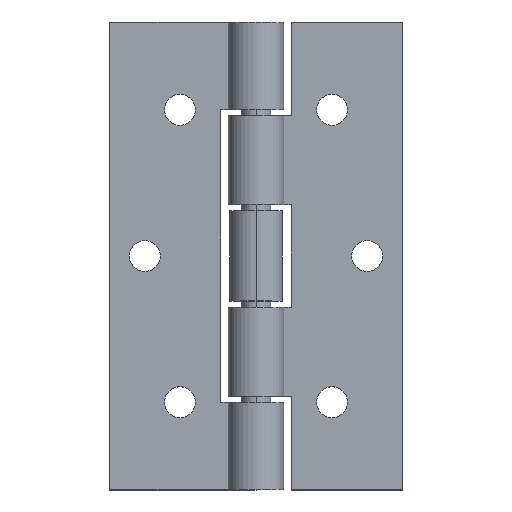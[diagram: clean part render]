
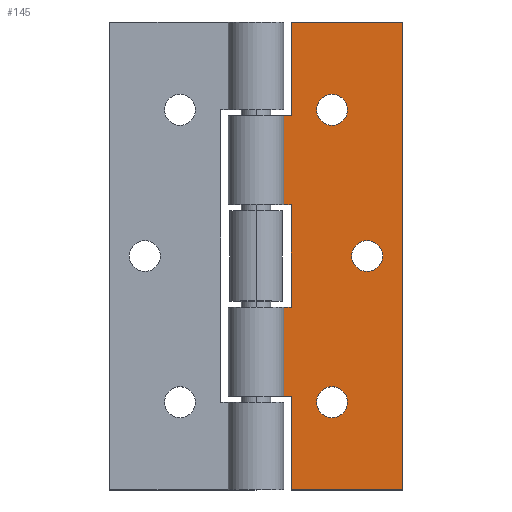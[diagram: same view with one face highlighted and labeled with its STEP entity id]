
A CAD part, top view. The second image highlights one B-rep face of the part: STEP entity #145.
In plain terms, the highlighted planar face has unit normal (0, 0, 1).
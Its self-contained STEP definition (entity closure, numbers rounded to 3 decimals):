
#6 = VERTEX_POINT ( 'NONE', #529 ) ;
#11 = VERTEX_POINT ( 'NONE', #521 ) ;
#13 = ORIENTED_EDGE ( 'NONE', *, *, #301, .T. ) ;
#14 = ORIENTED_EDGE ( 'NONE', *, *, #30, .T. ) ;
#15 = EDGE_LOOP ( 'NONE', ( #17, #27, #14, #26, #33, #29, #20, #32, #45, #39, #51, #49 ) ) ;
#16 = ORIENTED_EDGE ( 'NONE', *, *, #28, .T. ) ;
#17 = ORIENTED_EDGE ( 'NONE', *, *, #117, .T. ) ;
#18 = VERTEX_POINT ( 'NONE', #520 ) ;
#19 = EDGE_LOOP ( 'NONE', ( #24, #16 ) ) ;
#20 = ORIENTED_EDGE ( 'NONE', *, *, #22, .T. ) ;
#21 = ORIENTED_EDGE ( 'NONE', *, *, #25, .T. ) ;
#22 = EDGE_CURVE ( 'NONE', #6, #46, #519, .T. ) ;
#23 = EDGE_CURVE ( 'NONE', #11, #18, #575, .T. ) ;
#24 = ORIENTED_EDGE ( 'NONE', *, *, #317, .T. ) ;
#25 = EDGE_CURVE ( 'NONE', #289, #298, #571, .T. ) ;
#26 = ORIENTED_EDGE ( 'NONE', *, *, #103, .T. ) ;
#27 = ORIENTED_EDGE ( 'NONE', *, *, #23, .T. ) ;
#28 = EDGE_CURVE ( 'NONE', #314, #70, #566, .T. ) ;
#29 = ORIENTED_EDGE ( 'NONE', *, *, #133, .F. ) ;
#30 = EDGE_CURVE ( 'NONE', #18, #100, #561, .T. ) ;
#31 = EDGE_CURVE ( 'NONE', #134, #101, #557, .T. ) ;
#32 = ORIENTED_EDGE ( 'NONE', *, *, #56, .T. ) ;
#33 = ORIENTED_EDGE ( 'NONE', *, *, #31, .F. ) ;
#37 = VERTEX_POINT ( 'NONE', #549 ) ;
#38 = VERTEX_POINT ( 'NONE', #548 ) ;
#39 = ORIENTED_EDGE ( 'NONE', *, *, #47, .T. ) ;
#45 = ORIENTED_EDGE ( 'NONE', *, *, #286, .T. ) ;
#46 = VERTEX_POINT ( 'NONE', #599 ) ;
#47 = EDGE_CURVE ( 'NONE', #37, #50, #598, .T. ) ;
#49 = ORIENTED_EDGE ( 'NONE', *, *, #290, .T. ) ;
#50 = VERTEX_POINT ( 'NONE', #594 ) ;
#51 = ORIENTED_EDGE ( 'NONE', *, *, #294, .T. ) ;
#52 = VERTEX_POINT ( 'NONE', #593 ) ;
#56 = EDGE_CURVE ( 'NONE', #46, #139, #588, .T. ) ;
#69 = EDGE_LOOP ( 'NONE', ( #13, #21 ) ) ;
#70 = VERTEX_POINT ( 'NONE', #630 ) ;
#100 = VERTEX_POINT ( 'NONE', #697 ) ;
#101 = VERTEX_POINT ( 'NONE', #696 ) ;
#103 = EDGE_CURVE ( 'NONE', #100, #101, #695, .T. ) ;
#113 = ORIENTED_EDGE ( 'NONE', *, *, #119, .T. ) ;
#117 = EDGE_CURVE ( 'NONE', #38, #11, #680, .T. ) ;
#119 = EDGE_CURVE ( 'NONE', #364, #362, #674, .T. ) ;
#124 = ORIENTED_EDGE ( 'NONE', *, *, #399, .T. ) ;
#133 = EDGE_CURVE ( 'NONE', #6, #134, #767, .T. ) ;
#134 = VERTEX_POINT ( 'NONE', #763 ) ;
#136 = EDGE_LOOP ( 'NONE', ( #124, #113 ) ) ;
#139 = VERTEX_POINT ( 'NONE', #756 ) ;
#145 = ADVANCED_FACE ( 'NONE', ( #804, #803, #802, #801 ), #800, .F. ) ;
#286 = EDGE_CURVE ( 'NONE', #139, #37, #943, .T. ) ;
#289 = VERTEX_POINT ( 'NONE', #937 ) ;
#290 = EDGE_CURVE ( 'NONE', #52, #38, #1005, .T. ) ;
#294 = EDGE_CURVE ( 'NONE', #50, #52, #1001, .T. ) ;
#298 = VERTEX_POINT ( 'NONE', #996 ) ;
#301 = EDGE_CURVE ( 'NONE', #298, #289, #991, .T. ) ;
#314 = VERTEX_POINT ( 'NONE', #1020 ) ;
#317 = EDGE_CURVE ( 'NONE', #70, #314, #1015, .T. ) ;
#362 = VERTEX_POINT ( 'NONE', #1079 ) ;
#364 = VERTEX_POINT ( 'NONE', #1072 ) ;
#399 = EDGE_CURVE ( 'NONE', #362, #364, #1145, .T. ) ;
#516 = DIRECTION ( 'NONE',  ( 0., -1., 0. ) ) ;
#517 = VECTOR ( 'NONE', #516, 1000. ) ;
#518 = CARTESIAN_POINT ( 'NONE',  ( 6., 40., -2.75 ) ) ;
#519 = LINE ( 'NONE', #518, #517 ) ;
#520 = CARTESIAN_POINT ( 'NONE',  ( 6., -24., -2.75 ) ) ;
#521 = CARTESIAN_POINT ( 'NONE',  ( 3.873, -24., -2.75 ) ) ;
#529 = CARTESIAN_POINT ( 'NONE',  ( 6., 40., -2.75 ) ) ;
#548 = CARTESIAN_POINT ( 'NONE',  ( 3.873, -8.8, -2.75 ) ) ;
#549 = CARTESIAN_POINT ( 'NONE',  ( 3.873, 8.8, -2.75 ) ) ;
#554 = DIRECTION ( 'NONE',  ( 0., -1., 0. ) ) ;
#555 = VECTOR ( 'NONE', #554, 1000. ) ;
#556 = CARTESIAN_POINT ( 'NONE',  ( 25., 40., -2.75 ) ) ;
#557 = LINE ( 'NONE', #556, #555 ) ;
#558 = DIRECTION ( 'NONE',  ( 0., -1., 0. ) ) ;
#559 = VECTOR ( 'NONE', #558, 1000. ) ;
#560 = CARTESIAN_POINT ( 'NONE',  ( 6., 40., -2.75 ) ) ;
#561 = LINE ( 'NONE', #560, #559 ) ;
#562 = DIRECTION ( 'NONE',  ( -1., 0., 0. ) ) ;
#563 = DIRECTION ( 'NONE',  ( 0., 0., -1. ) ) ;
#564 = CARTESIAN_POINT ( 'NONE',  ( 13., 25., -2.75 ) ) ;
#565 = AXIS2_PLACEMENT_3D ( 'NONE', #564, #563, #562 ) ;
#566 = CIRCLE ( 'NONE', #565, 2.65 ) ;
#567 = DIRECTION ( 'NONE',  ( -1., 0., 0. ) ) ;
#568 = DIRECTION ( 'NONE',  ( 0., 0., -1. ) ) ;
#569 = CARTESIAN_POINT ( 'NONE',  ( 19., 0., -2.75 ) ) ;
#570 = AXIS2_PLACEMENT_3D ( 'NONE', #569, #568, #567 ) ;
#571 = CIRCLE ( 'NONE', #570, 2.65 ) ;
#572 = DIRECTION ( 'NONE',  ( 1., 0., 0. ) ) ;
#573 = VECTOR ( 'NONE', #572, 1000. ) ;
#574 = CARTESIAN_POINT ( 'NONE',  ( 25., -24., -2.75 ) ) ;
#575 = LINE ( 'NONE', #574, #573 ) ;
#585 = DIRECTION ( 'NONE',  ( -1., 0., 0. ) ) ;
#586 = VECTOR ( 'NONE', #585, 1000. ) ;
#587 = CARTESIAN_POINT ( 'NONE',  ( 25., 24., -2.75 ) ) ;
#588 = LINE ( 'NONE', #587, #586 ) ;
#593 = CARTESIAN_POINT ( 'NONE',  ( 6., -8.8, -2.75 ) ) ;
#594 = CARTESIAN_POINT ( 'NONE',  ( 6., 8.8, -2.75 ) ) ;
#595 = DIRECTION ( 'NONE',  ( 1., 0., 0. ) ) ;
#596 = VECTOR ( 'NONE', #595, 1000. ) ;
#597 = CARTESIAN_POINT ( 'NONE',  ( 25., 8.8, -2.75 ) ) ;
#598 = LINE ( 'NONE', #597, #596 ) ;
#599 = CARTESIAN_POINT ( 'NONE',  ( 6., 24., -2.75 ) ) ;
#630 = CARTESIAN_POINT ( 'NONE',  ( 15.65, 25., -2.75 ) ) ;
#674 = CIRCLE ( 'NONE', #737, 2.65 ) ;
#677 = DIRECTION ( 'NONE',  ( 0., -1., 0. ) ) ;
#678 = VECTOR ( 'NONE', #677, 1000. ) ;
#679 = CARTESIAN_POINT ( 'NONE',  ( 3.873, 40., -2.75 ) ) ;
#680 = LINE ( 'NONE', #679, #678 ) ;
#692 = DIRECTION ( 'NONE',  ( 1., 0., 0. ) ) ;
#693 = VECTOR ( 'NONE', #692, 1000. ) ;
#694 = CARTESIAN_POINT ( 'NONE',  ( 25., -40., -2.75 ) ) ;
#695 = LINE ( 'NONE', #694, #693 ) ;
#696 = CARTESIAN_POINT ( 'NONE',  ( 25., -40., -2.75 ) ) ;
#697 = CARTESIAN_POINT ( 'NONE',  ( 6., -40., -2.75 ) ) ;
#734 = DIRECTION ( 'NONE',  ( -1., 0., 0. ) ) ;
#735 = DIRECTION ( 'NONE',  ( 0., 0., -1. ) ) ;
#736 = CARTESIAN_POINT ( 'NONE',  ( 13., -25., -2.75 ) ) ;
#737 = AXIS2_PLACEMENT_3D ( 'NONE', #736, #735, #734 ) ;
#756 = CARTESIAN_POINT ( 'NONE',  ( 3.873, 24., -2.75 ) ) ;
#763 = CARTESIAN_POINT ( 'NONE',  ( 25., 40., -2.75 ) ) ;
#764 = DIRECTION ( 'NONE',  ( 1., 0., 0. ) ) ;
#765 = VECTOR ( 'NONE', #764, 1000. ) ;
#766 = CARTESIAN_POINT ( 'NONE',  ( 25., 40., -2.75 ) ) ;
#767 = LINE ( 'NONE', #766, #765 ) ;
#796 = DIRECTION ( 'NONE',  ( -1., 0., 0. ) ) ;
#797 = DIRECTION ( 'NONE',  ( 0., 0., -1. ) ) ;
#798 = CARTESIAN_POINT ( 'NONE',  ( 25., 40., -2.75 ) ) ;
#799 = AXIS2_PLACEMENT_3D ( 'NONE', #798, #797, #796 ) ;
#800 = PLANE ( 'NONE',  #799 ) ;
#801 = FACE_OUTER_BOUND ( 'NONE', #15, .T. ) ;
#802 = FACE_BOUND ( 'NONE', #19, .T. ) ;
#803 = FACE_BOUND ( 'NONE', #69, .T. ) ;
#804 = FACE_BOUND ( 'NONE', #136, .T. ) ;
#937 = CARTESIAN_POINT ( 'NONE',  ( 16.35, 0., -2.75 ) ) ;
#940 = DIRECTION ( 'NONE',  ( 0., -1., 0. ) ) ;
#941 = VECTOR ( 'NONE', #940, 1000. ) ;
#942 = CARTESIAN_POINT ( 'NONE',  ( 3.873, 40., -2.75 ) ) ;
#943 = LINE ( 'NONE', #942, #941 ) ;
#987 = DIRECTION ( 'NONE',  ( -1., 0., 0. ) ) ;
#988 = DIRECTION ( 'NONE',  ( 0., 0., -1. ) ) ;
#989 = CARTESIAN_POINT ( 'NONE',  ( 19., 0., -2.75 ) ) ;
#990 = AXIS2_PLACEMENT_3D ( 'NONE', #989, #988, #987 ) ;
#991 = CIRCLE ( 'NONE', #990, 2.65 ) ;
#996 = CARTESIAN_POINT ( 'NONE',  ( 21.65, 0., -2.75 ) ) ;
#998 = DIRECTION ( 'NONE',  ( 0., -1., 0. ) ) ;
#999 = VECTOR ( 'NONE', #998, 1000. ) ;
#1000 = CARTESIAN_POINT ( 'NONE',  ( 6., 40., -2.75 ) ) ;
#1001 = LINE ( 'NONE', #1000, #999 ) ;
#1002 = DIRECTION ( 'NONE',  ( -1., 0., 0. ) ) ;
#1003 = VECTOR ( 'NONE', #1002, 1000. ) ;
#1004 = CARTESIAN_POINT ( 'NONE',  ( 25., -8.8, -2.75 ) ) ;
#1005 = LINE ( 'NONE', #1004, #1003 ) ;
#1011 = DIRECTION ( 'NONE',  ( -1., 0., 0. ) ) ;
#1012 = DIRECTION ( 'NONE',  ( 0., 0., -1. ) ) ;
#1013 = CARTESIAN_POINT ( 'NONE',  ( 13., 25., -2.75 ) ) ;
#1014 = AXIS2_PLACEMENT_3D ( 'NONE', #1013, #1012, #1011 ) ;
#1015 = CIRCLE ( 'NONE', #1014, 2.65 ) ;
#1020 = CARTESIAN_POINT ( 'NONE',  ( 10.35, 25., -2.75 ) ) ;
#1072 = CARTESIAN_POINT ( 'NONE',  ( 10.35, -25., -2.75 ) ) ;
#1079 = CARTESIAN_POINT ( 'NONE',  ( 15.65, -25., -2.75 ) ) ;
#1141 = DIRECTION ( 'NONE',  ( -1., 0., 0. ) ) ;
#1142 = DIRECTION ( 'NONE',  ( 0., 0., -1. ) ) ;
#1143 = CARTESIAN_POINT ( 'NONE',  ( 13., -25., -2.75 ) ) ;
#1144 = AXIS2_PLACEMENT_3D ( 'NONE', #1143, #1142, #1141 ) ;
#1145 = CIRCLE ( 'NONE', #1144, 2.65 ) ;
